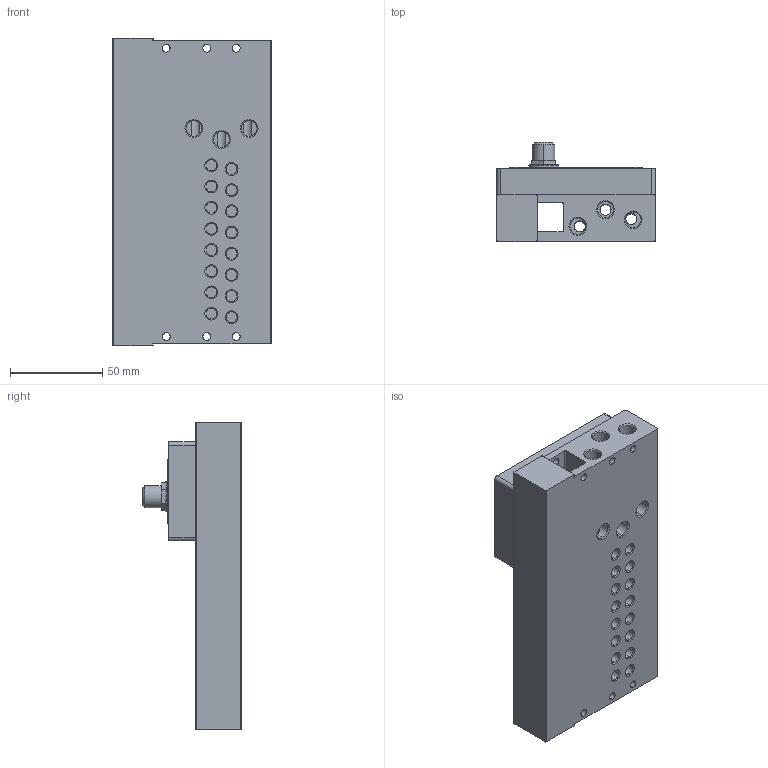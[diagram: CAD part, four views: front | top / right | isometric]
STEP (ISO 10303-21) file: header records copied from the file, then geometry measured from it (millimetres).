
FILE_DESCRIPTION (( 'STEP AP203' ), '1' );
FILE_NAME ('ES1VB-8F-M7LK16.STEP', '2022-07-27T13:10:35', ( '' ), ( '' ), 'SwSTEP 2.0', 'SolidWorks 2022', '' );
FILE_SCHEMA (( 'CONFIG_CONTROL_DESIGN' ));
Length unit declared in the file: millimetre
Products named in the file (1): ES1VB-8F-M7LK16
Bounding box: 86 x 53.6 x 167 mm (x, y, z)
Volume: 365217 mm3; surface area: 69718 mm2
Topology: 1 solids, 1 shells, 337 faces, 786 edges, 502 vertices
Faces by surface type: cylinder 150, plane 89, cone 86, bspline 12
Entity records: 10115 total; most frequent: CARTESIAN_POINT 1962, DIRECTION 1852, ORIENTED_EDGE 1572, EDGE_CURVE 786, AXIS2_PLACEMENT_3D 764, VERTEX_POINT 502, CIRCLE 438, EDGE_LOOP 418
